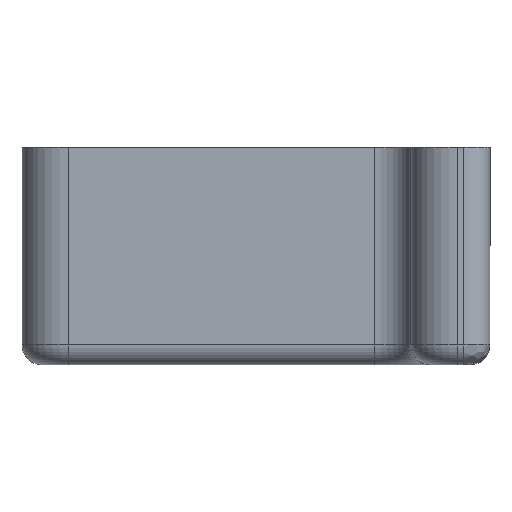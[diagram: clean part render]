
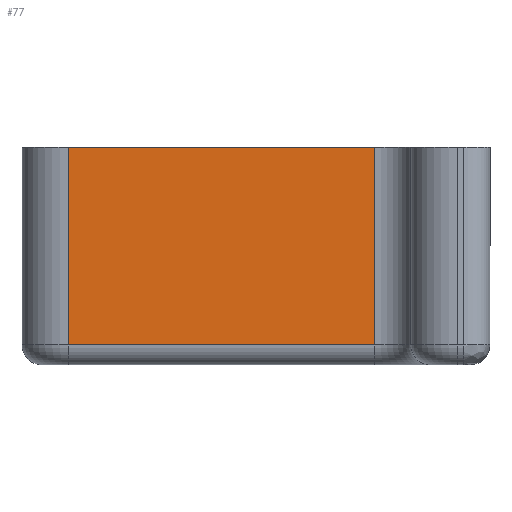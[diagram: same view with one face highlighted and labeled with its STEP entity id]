
A CAD part, front view. The second image highlights one B-rep face of the part: STEP entity #77.
In plain terms, the highlighted planar face has unit normal (0, -1, 0).
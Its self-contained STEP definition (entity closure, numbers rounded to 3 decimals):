
#77 = ADVANCED_FACE( '', ( #119 ), #120, .T. );
#119 = FACE_OUTER_BOUND( '', #198, .T. );
#120 = PLANE( '', #199 );
#198 = EDGE_LOOP( '', ( #332, #333, #334, #335 ) );
#199 = AXIS2_PLACEMENT_3D( '', #336, #337, #338 );
#332 = ORIENTED_EDGE( '', *, *, #626, .F. );
#333 = ORIENTED_EDGE( '', *, *, #627, .F. );
#334 = ORIENTED_EDGE( '', *, *, #628, .F. );
#335 = ORIENTED_EDGE( '', *, *, #623, .F. );
#336 = CARTESIAN_POINT( '', ( -65., -9., -30. ) );
#337 = DIRECTION( '', ( 0., -1., 0. ) );
#338 = DIRECTION( '', ( -1., 0., 0. ) );
#623 = EDGE_CURVE( '', #722, #724, #725, .T. );
#626 = EDGE_CURVE( '', #729, #722, #730, .T. );
#627 = EDGE_CURVE( '', #731, #729, #732, .T. );
#628 = EDGE_CURVE( '', #724, #731, #733, .T. );
#722 = VERTEX_POINT( '', #880 );
#724 = VERTEX_POINT( '', #882 );
#725 = LINE( '', #883, #884 );
#729 = VERTEX_POINT( '', #889 );
#730 = LINE( '', #890, #891 );
#731 = VERTEX_POINT( '', #892 );
#732 = LINE( '', #893, #894 );
#733 = LINE( '', #895, #896 );
#880 = CARTESIAN_POINT( '', ( -61., -9., -30. ) );
#882 = CARTESIAN_POINT( '', ( -61., -9., 0. ) );
#883 = CARTESIAN_POINT( '', ( -61., -9., -30. ) );
#884 = VECTOR( '', #1091, 1000. );
#889 = CARTESIAN_POINT( '', ( -14.5, -9., -30. ) );
#890 = CARTESIAN_POINT( '', ( -48.75, -9., -30. ) );
#891 = VECTOR( '', #1096, 1000. );
#892 = CARTESIAN_POINT( '', ( -14.5, -9., 0. ) );
#893 = CARTESIAN_POINT( '', ( -14.5, -9., -30. ) );
#894 = VECTOR( '', #1097, 1000. );
#895 = CARTESIAN_POINT( '', ( -48.75, -9., 0. ) );
#896 = VECTOR( '', #1098, 1000. );
#1091 = DIRECTION( '', ( 0., 0., 1. ) );
#1096 = DIRECTION( '', ( -1., 0., 0. ) );
#1097 = DIRECTION( '', ( 0., 0., -1. ) );
#1098 = DIRECTION( '', ( 1., 0., 0. ) );
